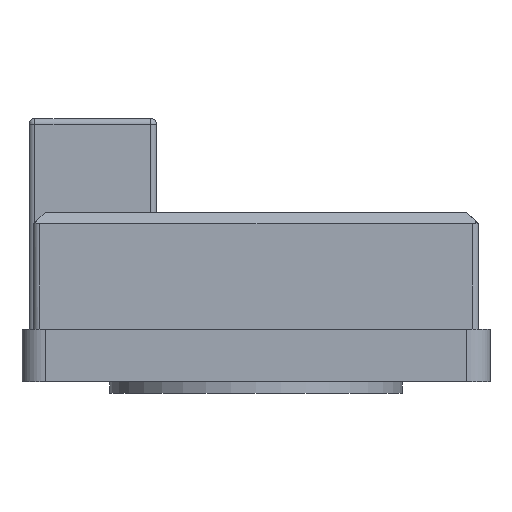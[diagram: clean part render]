
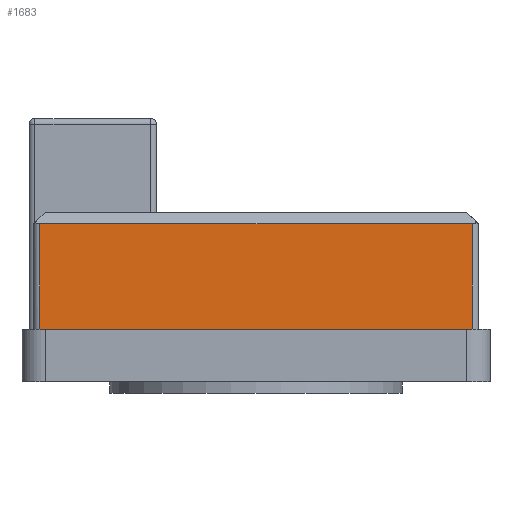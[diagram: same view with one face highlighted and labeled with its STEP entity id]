
A CAD part, front view. The second image highlights one B-rep face of the part: STEP entity #1683.
In plain terms, the highlighted planar face has unit normal (0, -1, 0).
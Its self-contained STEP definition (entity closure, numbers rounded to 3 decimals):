
#56 = LINE ( 'NONE', #3009, #3923 ) ;
#73 = EDGE_CURVE ( 'NONE', #2058, #1177, #463, .T. ) ;
#89 = DIRECTION ( 'NONE',  ( 0., 1., 0. ) ) ;
#119 = ORIENTED_EDGE ( 'NONE', *, *, #73, .T. ) ;
#420 = PLANE ( 'NONE',  #3231 ) ;
#463 = LINE ( 'NONE', #1417, #1086 ) ;
#628 = VERTEX_POINT ( 'NONE', #1443 ) ;
#941 = VECTOR ( 'NONE', #3098, 1000. ) ;
#1052 = DIRECTION ( 'NONE',  ( -1., 0., 0. ) ) ;
#1064 = DIRECTION ( 'NONE',  ( 0., 0., 1. ) ) ;
#1086 = VECTOR ( 'NONE', #2753, 1000. ) ;
#1177 = VERTEX_POINT ( 'NONE', #3467 ) ;
#1362 = EDGE_LOOP ( 'NONE', ( #119, #3589, #4130, #1880 ) ) ;
#1417 = CARTESIAN_POINT ( 'NONE',  ( 3900., -5800., 1350. ) ) ;
#1443 = CARTESIAN_POINT ( 'NONE',  ( 150., -5800., 450. ) ) ;
#1480 = VERTEX_POINT ( 'NONE', #3087 ) ;
#1506 = VECTOR ( 'NONE', #1064, 1000. ) ;
#1683 = ADVANCED_FACE ( 'NONE', ( #2947 ), #420, .F. ) ;
#1788 = EDGE_CURVE ( 'NONE', #1177, #628, #1814, .T. ) ;
#1814 = LINE ( 'NONE', #2081, #941 ) ;
#1880 = ORIENTED_EDGE ( 'NONE', *, *, #4150, .T. ) ;
#1985 = LINE ( 'NONE', #3959, #1506 ) ;
#2058 = VERTEX_POINT ( 'NONE', #3946 ) ;
#2081 = CARTESIAN_POINT ( 'NONE',  ( 150., -5800., 1450. ) ) ;
#2753 = DIRECTION ( 'NONE',  ( -1., 0., 0. ) ) ;
#2831 = EDGE_CURVE ( 'NONE', #628, #1480, #56, .T. ) ;
#2947 = FACE_OUTER_BOUND ( 'NONE', #1362, .T. ) ;
#3009 = CARTESIAN_POINT ( 'NONE',  ( 3900., -5800., 450. ) ) ;
#3087 = CARTESIAN_POINT ( 'NONE',  ( 3850., -5800., 450. ) ) ;
#3098 = DIRECTION ( 'NONE',  ( 0., 0., -1. ) ) ;
#3231 = AXIS2_PLACEMENT_3D ( 'NONE', #3655, #89, #1052 ) ;
#3467 = CARTESIAN_POINT ( 'NONE',  ( 150., -5800., 1350. ) ) ;
#3589 = ORIENTED_EDGE ( 'NONE', *, *, #1788, .T. ) ;
#3598 = DIRECTION ( 'NONE',  ( 1., 0., 0. ) ) ;
#3655 = CARTESIAN_POINT ( 'NONE',  ( 3900., -5800., 1450. ) ) ;
#3923 = VECTOR ( 'NONE', #3598, 1000. ) ;
#3946 = CARTESIAN_POINT ( 'NONE',  ( 3850., -5800., 1350. ) ) ;
#3959 = CARTESIAN_POINT ( 'NONE',  ( 3850., -5800., 1450. ) ) ;
#4130 = ORIENTED_EDGE ( 'NONE', *, *, #2831, .T. ) ;
#4150 = EDGE_CURVE ( 'NONE', #1480, #2058, #1985, .T. ) ;
